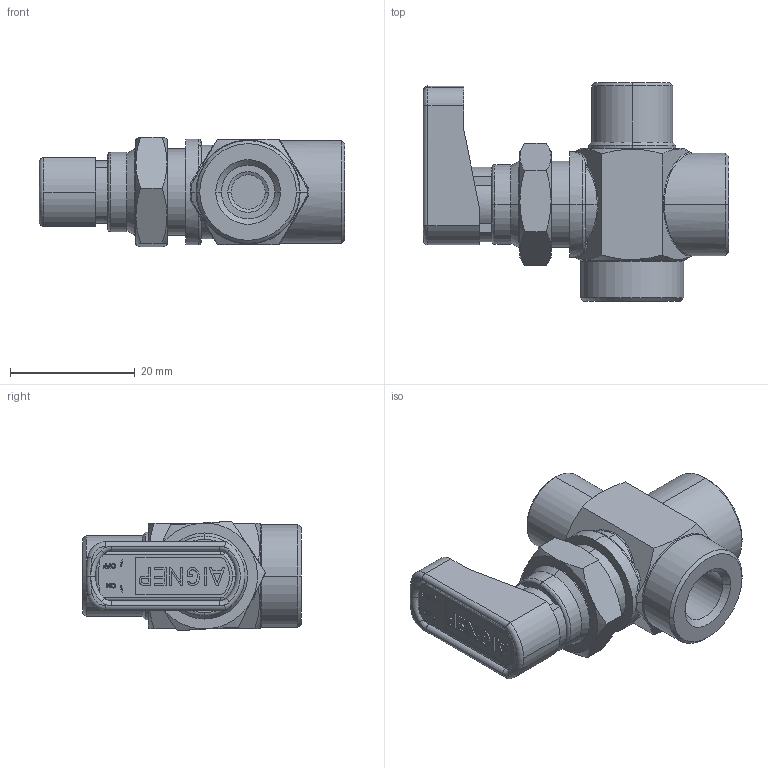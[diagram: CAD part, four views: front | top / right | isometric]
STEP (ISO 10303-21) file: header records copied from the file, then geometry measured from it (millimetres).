
FILE_DESCRIPTION (( 'STEP AP214' ), '1' );
FILE_NAME ('0671000001.step', '2012-10-02T16:36:32', ( '' ), ( '' ), 'SwSTEP 2.0', 'SolidWorks 2012', '' );
FILE_SCHEMA (( 'AUTOMOTIVE_DESIGN' ));
Length unit declared in the file: millimetre
Products named in the file (1): 0671000001
Bounding box: 49 x 35 x 17.56 mm (x, y, z)
Volume: 11927.6 mm3; surface area: 5756.4 mm2
Topology: 7 solids, 17 shells, 535 faces, 1348 edges, 866 vertices
Faces by surface type: plane 245, bspline 105, cylinder 105, cone 41, torus 39
Entity records: 21268 total; most frequent: CARTESIAN_POINT 9122, ORIENTED_EDGE 2696, DIRECTION 2163, EDGE_CURVE 1348, VERTEX_POINT 866, AXIS2_PLACEMENT_3D 729, VECTOR 705, LINE 705
